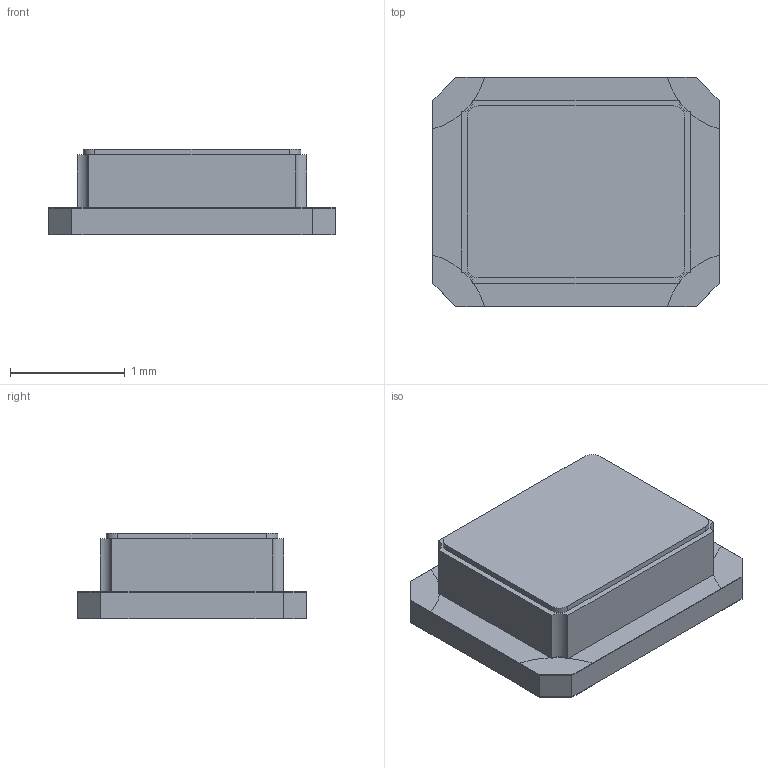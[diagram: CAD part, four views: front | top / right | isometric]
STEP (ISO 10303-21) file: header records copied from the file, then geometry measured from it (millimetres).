
FILE_DESCRIPTION(('FreeCAD Model'),'2;1');
FILE_NAME('Open CASCADE Shape Model','2022-08-09T13:30:14',(''),(''), 'Open CASCADE STEP processor 7.6','FreeCAD','Unknown');
FILE_SCHEMA(('AUTOMOTIVE_DESIGN { 1 0 10303 214 1 1 1 1 }'));
Length unit declared in the file: millimetre
Products named in the file (1): Body
Bounding box: 2.5 x 2 x 0.75 mm (x, y, z)
Volume: 2.7 mm3; surface area: 15.5 mm2
Topology: 1 solids, 1 shells, 109 faces, 283 edges, 178 vertices
Faces by surface type: plane 85, cylinder 24
Entity records: 7068 total; most frequent: CARTESIAN_POINT 1293, DIRECTION 1111, LINE 701, VECTOR 701, ORIENTED_EDGE 566, PCURVE 566, DEFINITIONAL_REPRESENTATION 566, EDGE_CURVE 283
